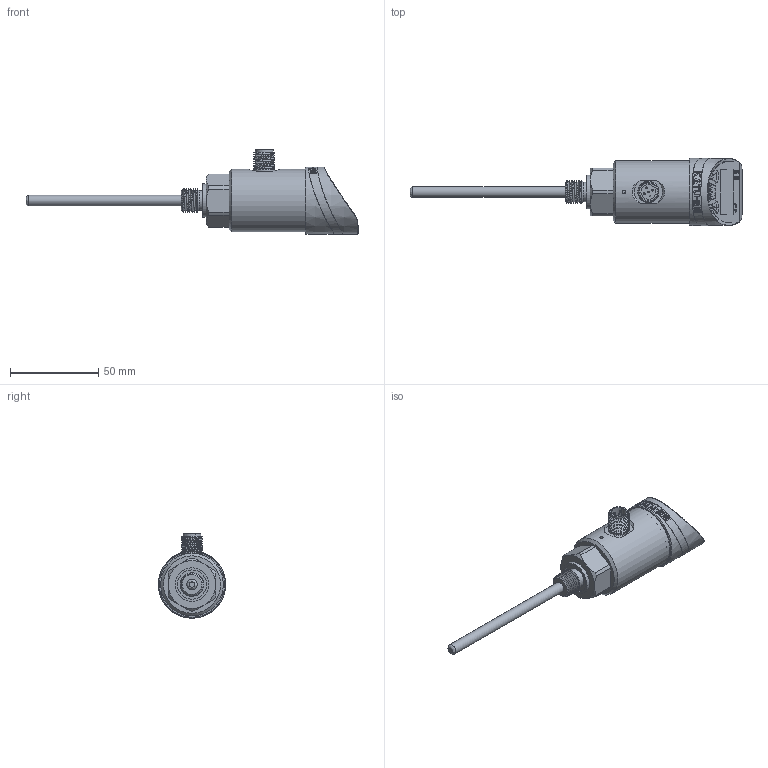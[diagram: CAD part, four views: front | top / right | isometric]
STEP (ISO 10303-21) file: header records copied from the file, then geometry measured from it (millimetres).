
FILE_DESCRIPTION(/* description */ (''),/* implementation_level */ '2;1');
FILE_NAME(/* name */ 'TS500-G14M-L100-D6.stp',/* time_stamp */ '2023-03-16T16:17:56+08:00',/* author */ (''),/* organization */ (''),/* preprocessor_version */ 'ST-DEVELOPER v16',/* originating_system */ 'SIEMENS PLM Software NX 10.0',/* authorisation */ '');
FILE_SCHEMA (('CONFIG_CONTROL_DESIGN'));
Length unit declared in the file: millimetre
Products named in the file (1): TS500-G14M-L100-D6 _step
Bounding box: 188 x 38 x 47.7 mm (x, y, z)
Volume: 35839.1 mm3; surface area: 28046.4 mm2
Topology: 7 solids, 10 shells, 719 faces, 1863 edges, 1206 vertices
Faces by surface type: plane 313, cylinder 130, extrusion 97, cone 78, bspline 51, torus 30, sphere 20
Full cylindrical faces by diameter (mm): 1.689 x1, 2 x1, 2.7 x6, 3.5 x3, 6 x1, 11.2 x1, 16.6 x1, 19 x1, 26 x2, 31.7 x1, 32 x1, 33 x1, 34.5 x1, 35.5 x2
Entity records: 28900 total; most frequent: CARTESIAN_POINT 12738, ORIENTED_EDGE 3514, DIRECTION 2875, EDGE_CURVE 1757, VERTEX_POINT 1174, AXIS2_PLACEMENT_3D 1073, EDGE_LOOP 845, VECTOR 729
